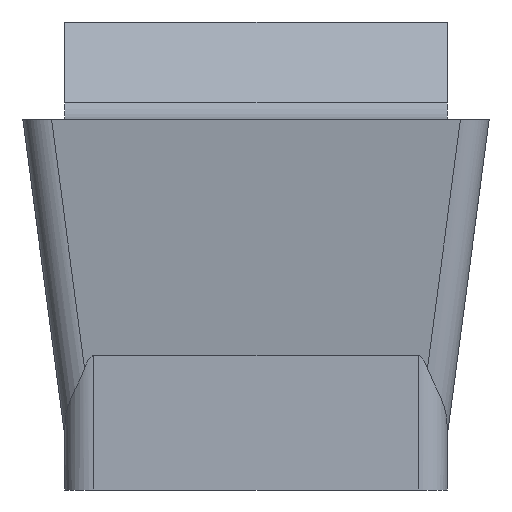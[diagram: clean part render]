
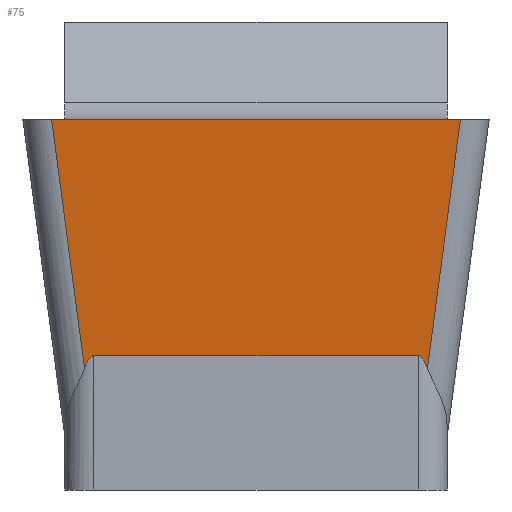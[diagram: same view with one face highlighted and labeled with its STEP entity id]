
A CAD part, front view. The second image highlights one B-rep face of the part: STEP entity #75.
In plain terms, the highlighted planar face has unit normal (0, -0.993, -0.122).
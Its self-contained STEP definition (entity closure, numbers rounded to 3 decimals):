
#75=ADVANCED_FACE('HEAD_NEUTRAL_UDF_SU2',(#129),#101,.F.);
#101=PLANE('',#750);
#129=FACE_OUTER_BOUND('',#163,.T.);
#163=EDGE_LOOP('',(#333,#334,#335,#336,#337,#338));
#189=ELLIPSE('',#728,4.103,0.5);
#190=ELLIPSE('',#731,4.103,0.5);
#333=ORIENTED_EDGE('',*,*,#502,.F.);
#334=ORIENTED_EDGE('',*,*,#537,.T.);
#335=ORIENTED_EDGE('',*,*,#526,.F.);
#336=ORIENTED_EDGE('',*,*,#538,.T.);
#337=ORIENTED_EDGE('',*,*,#504,.F.);
#338=ORIENTED_EDGE('',*,*,#497,.T.);
#429=VERTEX_POINT('',#1110);
#430=VERTEX_POINT('',#1111);
#433=VERTEX_POINT('',#1128);
#434=VERTEX_POINT('',#1133);
#446=VERTEX_POINT('',#1191);
#447=VERTEX_POINT('',#1193);
#497=EDGE_CURVE('',#429,#430,#575,.T.);
#502=EDGE_CURVE('',#433,#430,#189,.T.);
#504=EDGE_CURVE('',#429,#434,#190,.T.);
#526=EDGE_CURVE('',#446,#447,#592,.T.);
#537=EDGE_CURVE('',#433,#447,#599,.T.);
#538=EDGE_CURVE('',#446,#434,#600,.T.);
#575=LINE('',#1109,#635);
#592=LINE('',#1192,#652);
#599=LINE('',#1246,#659);
#600=LINE('',#1247,#660);
#635=VECTOR('',#828,1.);
#652=VECTOR('',#877,1.);
#659=VECTOR('',#898,1.);
#660=VECTOR('',#899,1.);
#728=AXIS2_PLACEMENT_3D('',#1129,#834,#835);
#731=AXIS2_PLACEMENT_3D('',#1132,#840,#841);
#750=AXIS2_PLACEMENT_3D('',#1248,#900,#901);
#828=DIRECTION('',(1.,0.,0.));
#834=DIRECTION('',(0.,-0.993,-0.122));
#835=DIRECTION('',(0.,0.122,-0.993));
#840=DIRECTION('',(0.,-0.993,-0.122));
#841=DIRECTION('',(0.,-0.122,0.993));
#877=DIRECTION('',(1.,0.,0.));
#898=DIRECTION('',(0.131,-0.121,0.984));
#899=DIRECTION('',(0.131,0.121,-0.984));
#900=DIRECTION('',(0.,0.993,0.122));
#901=DIRECTION('',(1.,0.,0.));
#1109=CARTESIAN_POINT('',(0.,0.58,-4.072));
#1110=CARTESIAN_POINT('',(-2.8,0.58,-4.072));
#1111=CARTESIAN_POINT('',(2.8,0.58,-4.072));
#1128=CARTESIAN_POINT('',(2.96,0.606,-4.286));
#1129=CARTESIAN_POINT('',(2.8,1.08,-8.144));
#1132=CARTESIAN_POINT('',(-2.8,1.08,-8.144));
#1133=CARTESIAN_POINT('',(-2.96,0.606,-4.286));
#1191=CARTESIAN_POINT('',(-3.529,0.08,0.));
#1192=CARTESIAN_POINT('',(0.,0.08,0.));
#1193=CARTESIAN_POINT('',(3.529,0.08,0.));
#1246=CARTESIAN_POINT('',(3.469,0.136,-0.454));
#1247=CARTESIAN_POINT('',(-3.469,0.136,-0.454));
#1248=CARTESIAN_POINT('',(0.,0.08,0.));
